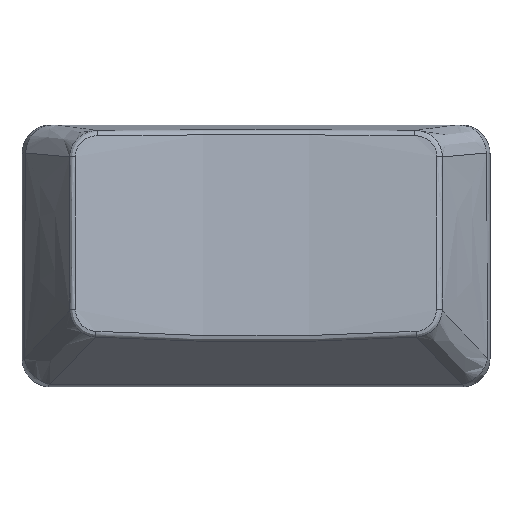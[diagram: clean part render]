
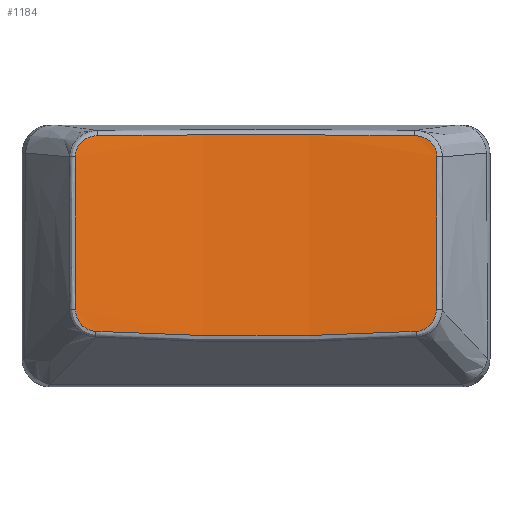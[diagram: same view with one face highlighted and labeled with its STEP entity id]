
A CAD part, top view. The second image highlights one B-rep face of the part: STEP entity #1184.
In plain terms, the highlighted free-form (B-spline) face has degree [1, 2] with [2, 3] control points.
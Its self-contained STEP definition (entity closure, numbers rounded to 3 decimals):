
#17=(
BOUNDED_SURFACE()
B_SPLINE_SURFACE(1,2,((#2434,#2435,#2436),(#2437,#2438,#2439)),
 .UNSPECIFIED.,.F.,.F.,.F.)
B_SPLINE_SURFACE_WITH_KNOTS((2,2),(3,3),(0.06,0.205),
(-1.7,-1.442),.UNSPECIFIED.)
GEOMETRIC_REPRESENTATION_ITEM()
RATIONAL_B_SPLINE_SURFACE(((1.,0.992,1.),(1.,0.992,
1.)))
REPRESENTATION_ITEM('')
SURFACE()
);
#207=FACE_OUTER_BOUND('',#281,.T.);
#281=EDGE_LOOP('',(#894,#895,#896,#897,#898,#899,#900,#901));
#357=B_SPLINE_CURVE_WITH_KNOTS('',3,(#2142,#2143,#2144,#2145),
 .UNSPECIFIED.,.F.,.F.,(4,4),(0.,2.233),.UNSPECIFIED.);
#358=B_SPLINE_CURVE_WITH_KNOTS('',3,(#2178,#2179,#2180,#2181,#2182,#2183),
 .UNSPECIFIED.,.F.,.F.,(4,1,1,4),(0.,0.065,
0.131,0.229),.UNSPECIFIED.);
#359=B_SPLINE_CURVE_WITH_KNOTS('',3,(#2206,#2207,#2208,#2209),
 .UNSPECIFIED.,.F.,.F.,(4,4),(0.,1.069),.UNSPECIFIED.);
#361=B_SPLINE_CURVE_WITH_KNOTS('',3,(#2243,#2244,#2245,#2246,#2247),
 .UNSPECIFIED.,.F.,.F.,(4,1,4),(0.,0.104,0.242),
 .UNSPECIFIED.);
#363=B_SPLINE_CURVE_WITH_KNOTS('',3,(#2275,#2276,#2277,#2278),
 .UNSPECIFIED.,.F.,.F.,(4,4),(0.,2.206),
 .UNSPECIFIED.);
#365=B_SPLINE_CURVE_WITH_KNOTS('',3,(#2318,#2319,#2320,#2321,#2322,#2323),
 .UNSPECIFIED.,.F.,.F.,(4,1,1,4),(0.,0.104,
0.173,0.242),.UNSPECIFIED.);
#367=B_SPLINE_CURVE_WITH_KNOTS('',3,(#2350,#2351,#2352,#2353),
 .UNSPECIFIED.,.F.,.F.,(4,4),(0.,1.069),.UNSPECIFIED.);
#368=B_SPLINE_CURVE_WITH_KNOTS('',3,(#2384,#2385,#2386,#2387,#2388,#2389),
 .UNSPECIFIED.,.F.,.F.,(4,1,1,4),(0.,0.098,
0.163,0.229),.UNSPECIFIED.);
#489=VERTEX_POINT('',#2138);
#490=VERTEX_POINT('',#2140);
#491=VERTEX_POINT('',#2176);
#492=VERTEX_POINT('',#2204);
#493=VERTEX_POINT('',#2235);
#495=VERTEX_POINT('',#2268);
#497=VERTEX_POINT('',#2309);
#499=VERTEX_POINT('',#2344);
#630=EDGE_CURVE('',#490,#489,#357,.T.);
#632=EDGE_CURVE('',#489,#491,#358,.T.);
#634=EDGE_CURVE('',#491,#492,#359,.T.);
#637=EDGE_CURVE('',#492,#493,#361,.T.);
#640=EDGE_CURVE('',#493,#495,#363,.T.);
#643=EDGE_CURVE('',#495,#497,#365,.T.);
#646=EDGE_CURVE('',#497,#499,#367,.T.);
#647=EDGE_CURVE('',#499,#490,#368,.T.);
#894=ORIENTED_EDGE('',*,*,#630,.F.);
#895=ORIENTED_EDGE('',*,*,#647,.F.);
#896=ORIENTED_EDGE('',*,*,#646,.F.);
#897=ORIENTED_EDGE('',*,*,#643,.F.);
#898=ORIENTED_EDGE('',*,*,#640,.F.);
#899=ORIENTED_EDGE('',*,*,#637,.F.);
#900=ORIENTED_EDGE('',*,*,#634,.F.);
#901=ORIENTED_EDGE('',*,*,#632,.F.);
#1184=ADVANCED_FACE('',(#207),#17,.T.);
#2138=CARTESIAN_POINT('',(-11.096,-5.236,6.502));
#2140=CARTESIAN_POINT('',(11.096,-5.236,6.502));
#2142=CARTESIAN_POINT('Ctrl Pts',(11.096,-5.236,6.502));
#2143=CARTESIAN_POINT('Ctrl Pts',(3.734,-5.664,5.723));
#2144=CARTESIAN_POINT('Ctrl Pts',(-3.734,-5.664,5.723));
#2145=CARTESIAN_POINT('Ctrl Pts',(-11.096,-5.236,6.502));
#2176=CARTESIAN_POINT('',(-12.499,-3.729,6.486));
#2178=CARTESIAN_POINT('Ctrl Pts',(-11.096,-5.236,6.502));
#2179=CARTESIAN_POINT('Ctrl Pts',(-11.311,-5.224,6.525));
#2180=CARTESIAN_POINT('Ctrl Pts',(-11.739,-5.111,6.561));
#2181=CARTESIAN_POINT('Ctrl Pts',(-12.333,-4.601,6.571));
#2182=CARTESIAN_POINT('Ctrl Pts',(-12.498,-4.053,6.526));
#2183=CARTESIAN_POINT('Ctrl Pts',(-12.499,-3.729,6.486));
#2204=CARTESIAN_POINT('',(-12.533,6.881,5.188));
#2206=CARTESIAN_POINT('Ctrl Pts',(-12.499,-3.729,6.486));
#2207=CARTESIAN_POINT('Ctrl Pts',(-12.509,-0.192,
6.053));
#2208=CARTESIAN_POINT('Ctrl Pts',(-12.52,3.344,5.62));
#2209=CARTESIAN_POINT('Ctrl Pts',(-12.533,6.881,5.188));
#2235=CARTESIAN_POINT('',(-10.964,8.34,4.82));
#2243=CARTESIAN_POINT('Ctrl Pts',(-12.533,6.881,5.188));
#2244=CARTESIAN_POINT('Ctrl Pts',(-12.534,7.224,5.146));
#2245=CARTESIAN_POINT('Ctrl Pts',(-12.229,8.022,5.008));
#2246=CARTESIAN_POINT('Ctrl Pts',(-11.421,8.336,4.872));
#2247=CARTESIAN_POINT('Ctrl Pts',(-10.964,8.34,4.82));
#2268=CARTESIAN_POINT('',(10.964,8.34,4.82));
#2275=CARTESIAN_POINT('Ctrl Pts',(-10.964,8.34,4.82));
#2276=CARTESIAN_POINT('Ctrl Pts',(-3.686,8.413,3.999));
#2277=CARTESIAN_POINT('Ctrl Pts',(3.686,8.413,3.999));
#2278=CARTESIAN_POINT('Ctrl Pts',(10.964,8.34,4.82));
#2309=CARTESIAN_POINT('',(12.533,6.881,5.188));
#2318=CARTESIAN_POINT('Ctrl Pts',(10.964,8.34,4.82));
#2319=CARTESIAN_POINT('Ctrl Pts',(11.307,8.337,4.859));
#2320=CARTESIAN_POINT('Ctrl Pts',(11.879,8.175,4.946));
#2321=CARTESIAN_POINT('Ctrl Pts',(12.426,7.567,5.089));
#2322=CARTESIAN_POINT('Ctrl Pts',(12.534,7.11,5.16));
#2323=CARTESIAN_POINT('Ctrl Pts',(12.533,6.881,5.188));
#2344=CARTESIAN_POINT('',(12.499,-3.729,6.486));
#2350=CARTESIAN_POINT('Ctrl Pts',(12.533,6.881,5.188));
#2351=CARTESIAN_POINT('Ctrl Pts',(12.52,3.344,5.62));
#2352=CARTESIAN_POINT('Ctrl Pts',(12.509,-0.192,6.053));
#2353=CARTESIAN_POINT('Ctrl Pts',(12.499,-3.729,6.486));
#2384=CARTESIAN_POINT('Ctrl Pts',(12.499,-3.729,6.486));
#2385=CARTESIAN_POINT('Ctrl Pts',(12.498,-4.053,6.526));
#2386=CARTESIAN_POINT('Ctrl Pts',(12.333,-4.601,6.571));
#2387=CARTESIAN_POINT('Ctrl Pts',(11.739,-5.111,6.561));
#2388=CARTESIAN_POINT('Ctrl Pts',(11.311,-5.224,6.525));
#2389=CARTESIAN_POINT('Ctrl Pts',(11.096,-5.236,6.502));
#2434=CARTESIAN_POINT('Ctrl Pts',(12.534,-5.472,6.704));
#2435=CARTESIAN_POINT('Ctrl Pts',(0.,-5.665,
5.125));
#2436=CARTESIAN_POINT('Ctrl Pts',(-12.534,-5.472,6.704));
#2437=CARTESIAN_POINT('Ctrl Pts',(12.534,8.534,4.985));
#2438=CARTESIAN_POINT('Ctrl Pts',(0.,8.34,
3.406));
#2439=CARTESIAN_POINT('Ctrl Pts',(-12.534,8.534,4.985));
